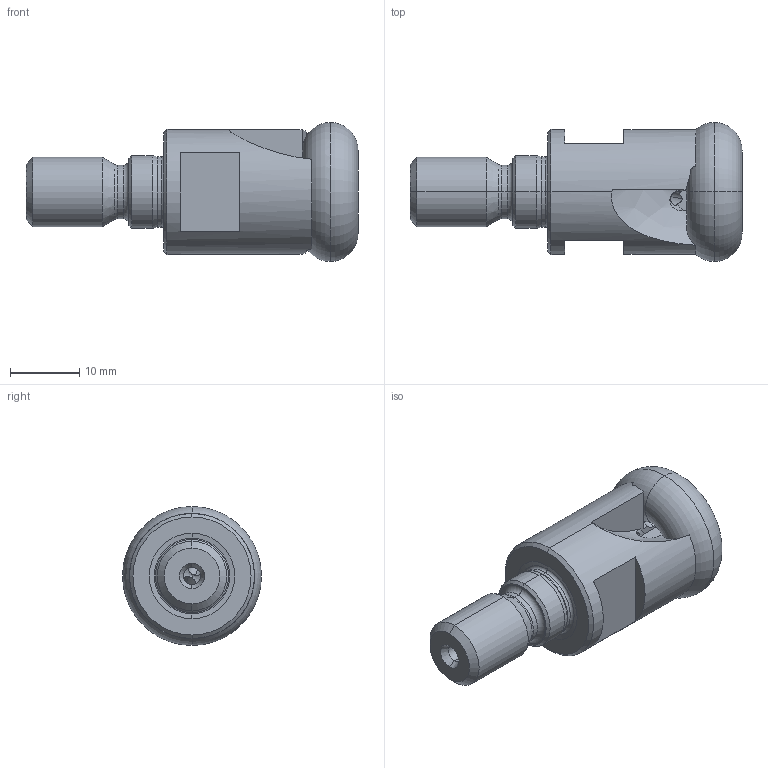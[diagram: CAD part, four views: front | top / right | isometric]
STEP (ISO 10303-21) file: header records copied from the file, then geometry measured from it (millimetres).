
FILE_DESCRIPTION (( 'STEP AP214' ), '1' );
FILE_NAME ('KEF_20_28_M10_508_2.STEP', '2016-09-20T06:15:04', ( '' ), ( '' ), 'SwSTEP 2.0', 'SolidWorks 2016', '' );
FILE_SCHEMA (( 'AUTOMOTIVE_DESIGN' ));
Length unit declared in the file: millimetre
Products named in the file (1): KEF_20_28_M10_508_2
Bounding box: 47.8 x 20.01 x 20.01 mm (x, y, z)
Volume: 7674.4 mm3; surface area: 3339.2 mm2
Topology: 1 solids, 1 shells, 98 faces, 266 edges, 164 vertices
Faces by surface type: plane 34, cylinder 24, cone 22, torus 12, bspline 6
Entity records: 3586 total; most frequent: CARTESIAN_POINT 1135, ORIENTED_EDGE 524, DIRECTION 466, EDGE_CURVE 262, AXIS2_PLACEMENT_3D 187, VERTEX_POINT 164, EDGE_LOOP 104, FACE_OUTER_BOUND 98
